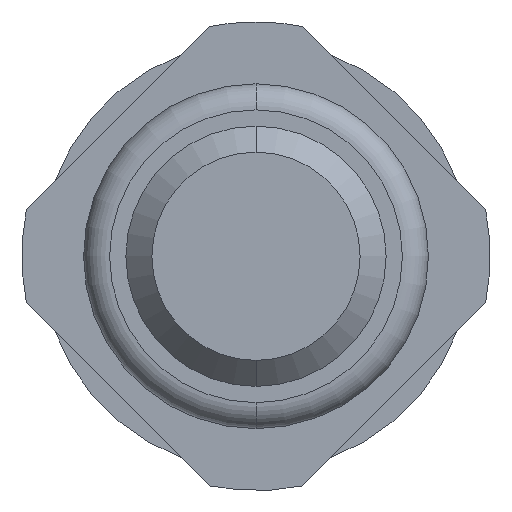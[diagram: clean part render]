
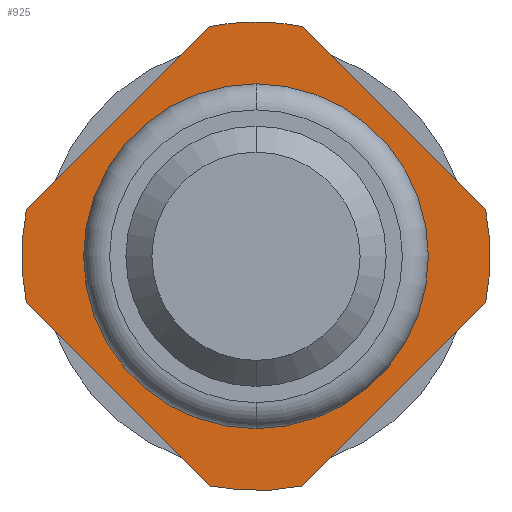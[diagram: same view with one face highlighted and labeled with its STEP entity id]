
A CAD part, front view. The second image highlights one B-rep face of the part: STEP entity #925.
In plain terms, the highlighted planar face has unit normal (0, -1, 0).
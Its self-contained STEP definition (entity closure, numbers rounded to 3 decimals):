
#3 = VERTEX_POINT ( 'NONE', #115 ) ;
#31 = CARTESIAN_POINT ( 'NONE',  ( -0.357, -2., -1.764 ) ) ;
#93 = EDGE_CURVE ( 'Defeature ausgef�hrt3_2+Defeature ausgef�hrt3_0+Defeature ausgef�hrt3_17+Defeature ausgef�hrt3_18', #2934, #2292, #692, .T. ) ;
#98 = CARTESIAN_POINT ( 'NONE',  ( 1.961, -2., 0.161 ) ) ;
#115 = CARTESIAN_POINT ( 'NONE',  ( -1.764, -2., -0.357 ) ) ;
#132 = DIRECTION ( 'NONE',  ( 0., 0., 1. ) ) ;
#148 = DIRECTION ( 'NONE',  ( 0., 1., 0. ) ) ;
#192 = ORIENTED_EDGE ( 'NONE', *, *, #93, .F. ) ;
#224 = EDGE_LOOP ( 'NONE', ( #1711, #1729 ) ) ;
#241 = EDGE_CURVE ( 'Defeature ausgef�hrt3_1+Defeature ausgef�hrt3_0+Defeature ausgef�hrt3_18+Defeature ausgef�hrt3_15', #1331, #2814, #3486, .T. ) ;
#255 = CARTESIAN_POINT ( 'NONE',  ( -0.357, -2., 1.764 ) ) ;
#275 = CARTESIAN_POINT ( 'NONE',  ( 1.8, -2., 0. ) ) ;
#298 = VECTOR ( 'NONE', #2768, 1000. ) ;
#459 = DIRECTION ( 'NONE',  ( -0.707, 0., -0.707 ) ) ;
#525 = EDGE_CURVE ( 'Defeature ausgef�hrt3_17+Defeature ausgef�hrt3_0+Defeature ausgef�hrt3_3+Defeature ausgef�hrt3_2', #2298, #1962, #3756, .T. ) ;
#531 = PLANE ( 'NONE',  #2748 ) ;
#539 = ORIENTED_EDGE ( 'NONE', *, *, #525, .F. ) ;
#606 = CARTESIAN_POINT ( 'NONE',  ( 0., -2., 0. ) ) ;
#637 = FACE_BOUND ( 'NONE', #224, .T. ) ;
#649 = EDGE_CURVE ( 'Defeature ausgef�hrt3_16+Defeature ausgef�hrt3_0+Defeature ausgef�hrt3_4+Defeature ausgef�hrt3_3', #3064, #3, #3345, .T. ) ;
#671 = CIRCLE ( 'NONE', #1740, 1.325 ) ;
#676 = CARTESIAN_POINT ( 'NONE',  ( 0., -2., 0. ) ) ;
#679 = CARTESIAN_POINT ( 'NONE',  ( 0., -2., 1.325 ) ) ;
#692 = CIRCLE ( 'NONE', #2951, 1.8 ) ;
#703 = CARTESIAN_POINT ( 'NONE',  ( -0.161, -2., -1.961 ) ) ;
#843 = AXIS2_PLACEMENT_3D ( 'NONE', #3042, #3289, #132 ) ;
#920 = AXIS2_PLACEMENT_3D ( 'NONE', #1953, #3697, #3402 ) ;
#925 = ADVANCED_FACE ( 'Defeature ausgef�hrt3_0', ( #637, #3141 ), #531, .F. ) ;
#934 = CIRCLE ( 'NONE', #920, 1.325 ) ;
#970 = ORIENTED_EDGE ( 'NONE', *, *, #649, .F. ) ;
#974 = DIRECTION ( 'NONE',  ( 0., 0., 1. ) ) ;
#1052 = DIRECTION ( 'NONE',  ( 0., 0., 1. ) ) ;
#1093 = ORIENTED_EDGE ( 'NONE', *, *, #241, .F. ) ;
#1155 = CARTESIAN_POINT ( 'NONE',  ( 0.357, -2., -1.764 ) ) ;
#1234 = DIRECTION ( 'NONE',  ( 0., 0., 1. ) ) ;
#1320 = CARTESIAN_POINT ( 'NONE',  ( 1.764, -2., -0.357 ) ) ;
#1331 = VERTEX_POINT ( 'NONE', #2221 ) ;
#1359 = CIRCLE ( 'NONE', #843, 1.8 ) ;
#1401 = DIRECTION ( 'NONE',  ( 0., 1., 0. ) ) ;
#1527 = ORIENTED_EDGE ( 'NONE', *, *, #3208, .F. ) ;
#1598 = LINE ( 'NONE', #98, #2278 ) ;
#1612 = CARTESIAN_POINT ( 'NONE',  ( 0.357, -2., 1.764 ) ) ;
#1639 = CARTESIAN_POINT ( 'NONE',  ( 0., -2., 0. ) ) ;
#1673 = AXIS2_PLACEMENT_3D ( 'NONE', #606, #2066, #1234 ) ;
#1701 = EDGE_CURVE ( 'Defeature ausgef�hrt3_15+Defeature ausgef�hrt3_0+Defeature ausgef�hrt3_1+Defeature ausgef�hrt3_4', #2814, #2020, #2614, .T. ) ;
#1711 = ORIENTED_EDGE ( 'NONE', *, *, #3412, .T. ) ;
#1716 = CARTESIAN_POINT ( 'NONE',  ( -1.764, -2., 0.357 ) ) ;
#1729 = ORIENTED_EDGE ( 'NONE', *, *, #2253, .T. ) ;
#1732 = AXIS2_PLACEMENT_3D ( 'NONE', #1639, #3388, #1052 ) ;
#1740 = AXIS2_PLACEMENT_3D ( 'NONE', #3396, #2233, #3356 ) ;
#1745 = ORIENTED_EDGE ( 'NONE', *, *, #3074, .F. ) ;
#1746 = CARTESIAN_POINT ( 'NONE',  ( -0.161, -2., 1.961 ) ) ;
#1801 = EDGE_CURVE ( 'Defeature ausgef�hrt3_2+Defeature ausgef�hrt3_0+Defeature ausgef�hrt3_17+Defeature ausgef�hrt3_18', #1962, #2934, #2879, .T. ) ;
#1830 = VECTOR ( 'NONE', #459, 1000. ) ;
#1915 = CIRCLE ( 'NONE', #1673, 1.8 ) ;
#1953 = CARTESIAN_POINT ( 'NONE',  ( 0., -2., 0. ) ) ;
#1962 = VERTEX_POINT ( 'NONE', #255 ) ;
#2000 = EDGE_LOOP ( 'NONE', ( #1527, #192, #3417, #539, #1745, #970, #2990, #2944, #1093 ) ) ;
#2020 = VERTEX_POINT ( 'NONE', #1155 ) ;
#2066 = DIRECTION ( 'NONE',  ( 0., 1., 0. ) ) ;
#2203 = VERTEX_POINT ( 'NONE', #2529 ) ;
#2221 = CARTESIAN_POINT ( 'NONE',  ( 1.764, -2., 0.357 ) ) ;
#2233 = DIRECTION ( 'NONE',  ( 0., 1., 0. ) ) ;
#2253 = EDGE_CURVE ( 'Defeature ausgef�hrt3_0+Defeature ausgef�hrt3_12+Defeature ausgef�hrt3_12+Defeature ausgef�hrt3_12', #2203, #3178, #671, .T. ) ;
#2278 = VECTOR ( 'NONE', #2426, 1000. ) ;
#2292 = VERTEX_POINT ( 'NONE', #1612 ) ;
#2298 = VERTEX_POINT ( 'NONE', #1716 ) ;
#2406 = DIRECTION ( 'NONE',  ( 0.707, 0., 0.707 ) ) ;
#2426 = DIRECTION ( 'NONE',  ( 0.707, 0., -0.707 ) ) ;
#2529 = CARTESIAN_POINT ( 'NONE',  ( 0., -2., -1.325 ) ) ;
#2580 = DIRECTION ( 'NONE',  ( 0., 0., 1. ) ) ;
#2614 = LINE ( 'NONE', #3091, #1830 ) ;
#2748 = AXIS2_PLACEMENT_3D ( 'NONE', #275, #2852, #2580 ) ;
#2768 = DIRECTION ( 'NONE',  ( -0.707, 0., 0.707 ) ) ;
#2814 = VERTEX_POINT ( 'NONE', #1320 ) ;
#2852 = DIRECTION ( 'NONE',  ( 0., 1., 0. ) ) ;
#2870 = CARTESIAN_POINT ( 'NONE',  ( 0., -2., 1.8 ) ) ;
#2879 = CIRCLE ( 'NONE', #3392, 1.8 ) ;
#2934 = VERTEX_POINT ( 'NONE', #2870 ) ;
#2944 = ORIENTED_EDGE ( 'NONE', *, *, #1701, .F. ) ;
#2951 = AXIS2_PLACEMENT_3D ( 'NONE', #676, #148, #974 ) ;
#2990 = ORIENTED_EDGE ( 'NONE', *, *, #3721, .F. ) ;
#3042 = CARTESIAN_POINT ( 'NONE',  ( 0., -2., 0. ) ) ;
#3064 = VERTEX_POINT ( 'NONE', #31 ) ;
#3074 = EDGE_CURVE ( 'Defeature ausgef�hrt3_3+Defeature ausgef�hrt3_0+Defeature ausgef�hrt3_16+Defeature ausgef�hrt3_17', #3, #2298, #1915, .T. ) ;
#3091 = CARTESIAN_POINT ( 'NONE',  ( 1.961, -2., -0.161 ) ) ;
#3117 = DIRECTION ( 'NONE',  ( 0., 0., 1. ) ) ;
#3141 = FACE_OUTER_BOUND ( 'NONE', #2000, .T. ) ;
#3178 = VERTEX_POINT ( 'NONE', #679 ) ;
#3208 = EDGE_CURVE ( 'Defeature ausgef�hrt3_18+Defeature ausgef�hrt3_0+Defeature ausgef�hrt3_2+Defeature ausgef�hrt3_1', #2292, #1331, #1598, .T. ) ;
#3289 = DIRECTION ( 'NONE',  ( 0., 1., 0. ) ) ;
#3345 = LINE ( 'NONE', #703, #298 ) ;
#3356 = DIRECTION ( 'NONE',  ( 0., 0., 1. ) ) ;
#3388 = DIRECTION ( 'NONE',  ( 0., 1., 0. ) ) ;
#3392 = AXIS2_PLACEMENT_3D ( 'NONE', #3719, #1401, #3117 ) ;
#3396 = CARTESIAN_POINT ( 'NONE',  ( 0., -2., 0. ) ) ;
#3402 = DIRECTION ( 'NONE',  ( 0., 0., 1. ) ) ;
#3412 = EDGE_CURVE ( 'Defeature ausgef�hrt3_0+Defeature ausgef�hrt3_12+Defeature ausgef�hrt3_12+Defeature ausgef�hrt3_12', #3178, #2203, #934, .T. ) ;
#3417 = ORIENTED_EDGE ( 'NONE', *, *, #1801, .F. ) ;
#3486 = CIRCLE ( 'NONE', #1732, 1.8 ) ;
#3658 = VECTOR ( 'NONE', #2406, 1000. ) ;
#3697 = DIRECTION ( 'NONE',  ( 0., 1., 0. ) ) ;
#3719 = CARTESIAN_POINT ( 'NONE',  ( 0., -2., 0. ) ) ;
#3721 = EDGE_CURVE ( 'Defeature ausgef�hrt3_4+Defeature ausgef�hrt3_0+Defeature ausgef�hrt3_15+Defeature ausgef�hrt3_16', #2020, #3064, #1359, .T. ) ;
#3756 = LINE ( 'NONE', #1746, #3658 ) ;
